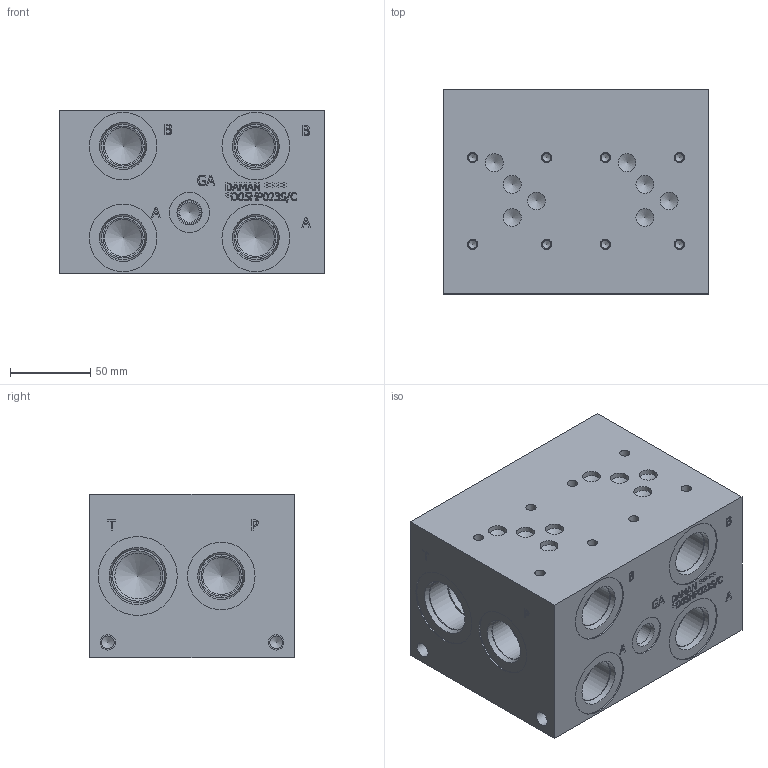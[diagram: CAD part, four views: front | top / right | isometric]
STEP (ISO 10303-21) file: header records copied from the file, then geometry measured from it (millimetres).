
FILE_DESCRIPTION(/* description */ (''),/* implementation_level */ '2;1');
FILE_NAME(/* name */ '_D05HP023S_C.stp',/* time_stamp */ '2022-10-13T14:57:57-04:00',/* author */ ('bobbyh'),/* organization */ (''),/* preprocessor_version */ 'ST-DEVELOPER v18',/* originating_system */ 'Autodesk Inventor 2020',/* authorisation */ '');
FILE_SCHEMA (('AUTOMOTIVE_DESIGN { 1 0 10303 214 3 1 1 }'));
Length unit declared in the file: millimetre
Products named in the file (1): Part_AD05HP023S_C_3D
Bounding box: 165.1 x 127 x 101.6 mm (x, y, z)
Volume: 1931485.5 mm3; surface area: 134151.6 mm2
Topology: 1 solids, 1 shells, 705 faces, 1926 edges, 1302 vertices
Faces by surface type: plane 377, bspline 181, cylinder 84, cone 63
Full cylindrical faces by diameter (mm): 5.105 x8, 6.35 x8, 7.925 x4, 9.525 x4, 11.113 x2, 11.125 x6, 12.294 x1, 12.9 x1, 14.275 x1, 14.3 x1, 14.529 x1, 15.9 x1, 20.62 x1, 22.23 x1, 22.54 x1, 23.012 x6, 24.917 x6, 25.019 x1, 26.99 x2, 27 x4, 27.432 x6, 28.575 x2, 30.16 x1, 31.267 x2, 33.34 x1, 33.35 x1, 33.757 x2, 35.509 x1, 42.037 x6, 49.124 x2
Entity records: 23694 total; most frequent: CARTESIAN_POINT 6257, ORIENTED_EDGE 3792, DIRECTION 2902, EDGE_CURVE 1896, VERTEX_POINT 1302, LINE 1216, VECTOR 1216, AXIS2_PLACEMENT_3D 843
